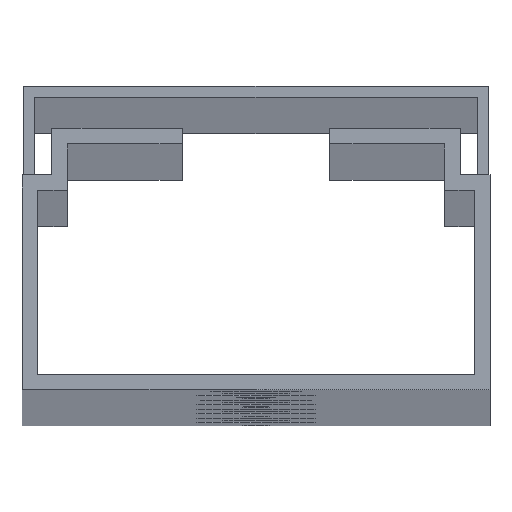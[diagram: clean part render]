
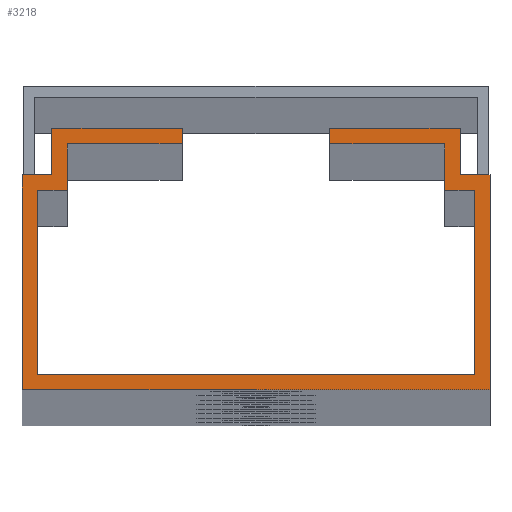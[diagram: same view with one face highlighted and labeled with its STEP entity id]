
A CAD part, top view. The second image highlights one B-rep face of the part: STEP entity #3218.
In plain terms, the highlighted planar face has unit normal (0, 0, 1).
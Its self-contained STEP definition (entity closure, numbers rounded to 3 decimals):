
#99=DIRECTION('',(0.,-1.,0.));
#100=VECTOR('',#99,4.5);
#101=CARTESIAN_POINT('',(18.25,23.8,0.));
#102=LINE('',#101,#100);
#103=DIRECTION('',(1.,0.,0.));
#104=VECTOR('',#103,11.1);
#105=CARTESIAN_POINT('',(7.15,23.8,0.));
#106=LINE('',#105,#104);
#107=DIRECTION('',(0.,-1.,0.));
#108=VECTOR('',#107,1.5);
#109=CARTESIAN_POINT('',(7.15,25.3,0.));
#110=LINE('',#109,#108);
#111=DIRECTION('',(0.,1.,0.));
#112=VECTOR('',#111,4.5);
#113=CARTESIAN_POINT('',(19.75,20.8,0.));
#114=LINE('',#113,#112);
#115=DIRECTION('',(-1.,0.,0.));
#116=VECTOR('',#115,2.9);
#117=CARTESIAN_POINT('',(22.65,20.8,0.));
#118=LINE('',#117,#116);
#119=DIRECTION('',(0.,1.,0.));
#120=VECTOR('',#119,20.8);
#121=CARTESIAN_POINT('',(22.65,0.,0.));
#122=LINE('',#121,#120);
#123=DIRECTION('',(1.,0.,0.));
#124=VECTOR('',#123,45.3);
#125=CARTESIAN_POINT('',(-22.65,0.,0.));
#126=LINE('',#125,#124);
#127=DIRECTION('',(0.,-1.,0.));
#128=VECTOR('',#127,20.8);
#129=CARTESIAN_POINT('',(-22.65,20.8,0.));
#130=LINE('',#129,#128);
#131=DIRECTION('',(-1.,0.,0.));
#132=VECTOR('',#131,2.9);
#133=CARTESIAN_POINT('',(-19.75,20.8,0.));
#134=LINE('',#133,#132);
#135=DIRECTION('',(0.,-1.,0.));
#136=VECTOR('',#135,4.5);
#137=CARTESIAN_POINT('',(-19.75,25.3,0.));
#138=LINE('',#137,#136);
#139=DIRECTION('',(0.,1.,0.));
#140=VECTOR('',#139,1.5);
#141=CARTESIAN_POINT('',(-7.15,23.8,0.));
#142=LINE('',#141,#140);
#143=DIRECTION('',(1.,0.,0.));
#144=VECTOR('',#143,11.1);
#145=CARTESIAN_POINT('',(-18.25,23.8,0.));
#146=LINE('',#145,#144);
#147=DIRECTION('',(0.,1.,0.));
#148=VECTOR('',#147,4.5);
#149=CARTESIAN_POINT('',(-18.25,19.3,0.));
#150=LINE('',#149,#148);
#151=DIRECTION('',(1.,0.,0.));
#152=VECTOR('',#151,2.9);
#153=CARTESIAN_POINT('',(-21.15,19.3,0.));
#154=LINE('',#153,#152);
#155=DIRECTION('',(0.,1.,0.));
#156=VECTOR('',#155,17.8);
#157=CARTESIAN_POINT('',(-21.15,1.5,0.));
#158=LINE('',#157,#156);
#159=DIRECTION('',(-1.,0.,0.));
#160=VECTOR('',#159,42.3);
#161=CARTESIAN_POINT('',(21.15,1.5,0.));
#162=LINE('',#161,#160);
#163=DIRECTION('',(0.,-1.,0.));
#164=VECTOR('',#163,17.8);
#165=CARTESIAN_POINT('',(21.15,19.3,0.));
#166=LINE('',#165,#164);
#167=DIRECTION('',(1.,0.,0.));
#168=VECTOR('',#167,2.9);
#169=CARTESIAN_POINT('',(18.25,19.3,0.));
#170=LINE('',#169,#168);
#259=DIRECTION('',(-1.,0.,0.));
#260=VECTOR('',#259,12.6);
#261=CARTESIAN_POINT('',(19.75,25.3,0.));
#262=LINE('',#261,#260);
#1039=DIRECTION('',(-1.,0.,0.));
#1040=VECTOR('',#1039,12.6);
#1041=CARTESIAN_POINT('',(-7.15,25.3,0.));
#1042=LINE('',#1041,#1040);
#2451=CARTESIAN_POINT('',(22.65,0.,0.));
#2452=CARTESIAN_POINT('',(22.65,20.8,0.));
#2453=VERTEX_POINT('',#2451);
#2454=VERTEX_POINT('',#2452);
#2455=CARTESIAN_POINT('',(19.75,20.8,0.));
#2456=VERTEX_POINT('',#2455);
#2457=CARTESIAN_POINT('',(19.75,25.3,0.));
#2458=VERTEX_POINT('',#2457);
#2459=CARTESIAN_POINT('',(18.25,19.3,0.));
#2460=CARTESIAN_POINT('',(21.15,19.3,0.));
#2461=VERTEX_POINT('',#2459);
#2462=VERTEX_POINT('',#2460);
#2463=CARTESIAN_POINT('',(21.15,1.5,0.));
#2464=VERTEX_POINT('',#2463);
#2465=CARTESIAN_POINT('',(-21.15,1.5,0.));
#2466=VERTEX_POINT('',#2465);
#2467=CARTESIAN_POINT('',(-21.15,19.3,0.));
#2468=VERTEX_POINT('',#2467);
#2469=CARTESIAN_POINT('',(-18.25,19.3,0.));
#2470=VERTEX_POINT('',#2469);
#2471=CARTESIAN_POINT('',(-19.75,25.3,0.));
#2472=CARTESIAN_POINT('',(-19.75,20.8,0.));
#2473=VERTEX_POINT('',#2471);
#2474=VERTEX_POINT('',#2472);
#2475=CARTESIAN_POINT('',(-22.65,20.8,0.));
#2476=VERTEX_POINT('',#2475);
#2477=CARTESIAN_POINT('',(-22.65,0.,0.));
#2478=VERTEX_POINT('',#2477);
#2507=CARTESIAN_POINT('',(-7.15,23.8,0.));
#2508=CARTESIAN_POINT('',(-7.15,25.3,0.));
#2509=VERTEX_POINT('',#2507);
#2510=VERTEX_POINT('',#2508);
#2511=CARTESIAN_POINT('',(7.15,25.3,0.));
#2512=CARTESIAN_POINT('',(7.15,23.8,0.));
#2513=VERTEX_POINT('',#2511);
#2514=VERTEX_POINT('',#2512);
#2524=CARTESIAN_POINT('',(18.25,23.8,0.));
#2526=VERTEX_POINT('',#2524);
#2528=CARTESIAN_POINT('',(-18.25,23.8,0.));
#2530=VERTEX_POINT('',#2528);
#3171=CARTESIAN_POINT('',(0.,0.,0.));
#3172=DIRECTION('',(0.,0.,1.));
#3173=DIRECTION('',(1.,0.,0.));
#3174=AXIS2_PLACEMENT_3D('',#3171,#3172,#3173);
#3175=PLANE('',#3174);
#3177=ORIENTED_EDGE('',*,*,#3176,.F.);
#3179=ORIENTED_EDGE('',*,*,#3178,.F.);
#3181=ORIENTED_EDGE('',*,*,#3180,.F.);
#3183=ORIENTED_EDGE('',*,*,#3182,.F.);
#3185=ORIENTED_EDGE('',*,*,#3184,.F.);
#3187=ORIENTED_EDGE('',*,*,#3186,.F.);
#3189=ORIENTED_EDGE('',*,*,#3188,.F.);
#3191=ORIENTED_EDGE('',*,*,#3190,.F.);
#3193=ORIENTED_EDGE('',*,*,#3192,.F.);
#3195=ORIENTED_EDGE('',*,*,#3194,.F.);
#3197=ORIENTED_EDGE('',*,*,#3196,.F.);
#3199=ORIENTED_EDGE('',*,*,#3198,.F.);
#3201=ORIENTED_EDGE('',*,*,#3200,.F.);
#3203=ORIENTED_EDGE('',*,*,#3202,.F.);
#3205=ORIENTED_EDGE('',*,*,#3204,.F.);
#3207=ORIENTED_EDGE('',*,*,#3206,.F.);
#3209=ORIENTED_EDGE('',*,*,#3208,.F.);
#3211=ORIENTED_EDGE('',*,*,#3210,.F.);
#3213=ORIENTED_EDGE('',*,*,#3212,.F.);
#3215=ORIENTED_EDGE('',*,*,#3214,.F.);
#3216=EDGE_LOOP('',(#3177,#3179,#3181,#3183,#3185,#3187,#3189,#3191,#3193,#3195,
#3197,#3199,#3201,#3203,#3205,#3207,#3209,#3211,#3213,#3215));
#3217=FACE_OUTER_BOUND('',#3216,.F.);
#3176=EDGE_CURVE('',#2526,#2461,#102,.T.);
#3178=EDGE_CURVE('',#2514,#2526,#106,.T.);
#3180=EDGE_CURVE('',#2513,#2514,#110,.T.);
#3182=EDGE_CURVE('',#2458,#2513,#262,.T.);
#3184=EDGE_CURVE('',#2456,#2458,#114,.T.);
#3186=EDGE_CURVE('',#2454,#2456,#118,.T.);
#3188=EDGE_CURVE('',#2453,#2454,#122,.T.);
#3190=EDGE_CURVE('',#2478,#2453,#126,.T.);
#3192=EDGE_CURVE('',#2476,#2478,#130,.T.);
#3194=EDGE_CURVE('',#2474,#2476,#134,.T.);
#3196=EDGE_CURVE('',#2473,#2474,#138,.T.);
#3198=EDGE_CURVE('',#2510,#2473,#1042,.T.);
#3200=EDGE_CURVE('',#2509,#2510,#142,.T.);
#3202=EDGE_CURVE('',#2530,#2509,#146,.T.);
#3204=EDGE_CURVE('',#2470,#2530,#150,.T.);
#3206=EDGE_CURVE('',#2468,#2470,#154,.T.);
#3208=EDGE_CURVE('',#2466,#2468,#158,.T.);
#3210=EDGE_CURVE('',#2464,#2466,#162,.T.);
#3212=EDGE_CURVE('',#2462,#2464,#166,.T.);
#3214=EDGE_CURVE('',#2461,#2462,#170,.T.);
#3218=ADVANCED_FACE('',(#3217),#3175,.T.);
